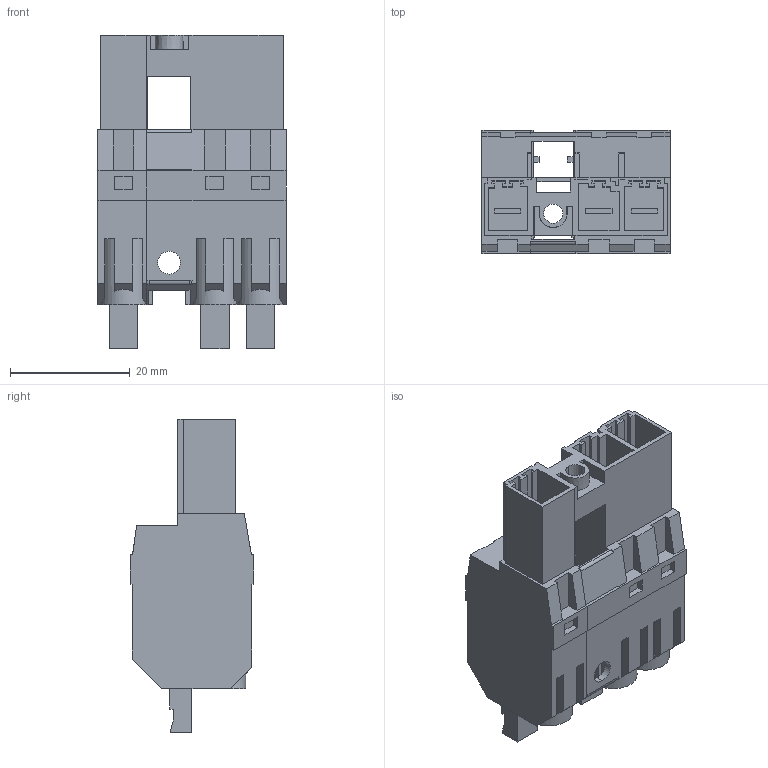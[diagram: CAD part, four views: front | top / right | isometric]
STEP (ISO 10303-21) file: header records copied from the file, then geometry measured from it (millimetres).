
FILE_DESCRIPTION(('CATIA V5 STEP Exchange','CAx-IF Rec.Pracs.--- Model Styling and Organization---1.4--- 2014-01-23'),'2;1');
FILE_NAME ('249195-1_0_2630420000_2630420000.stp','2023-05-02T11:53:16+00:00',('none'),('Weidmueller'),'CATIA Version 5-6 Release 2016 SP3 HF44','CATIA V5 STEP AP214','none');
FILE_SCHEMA(('AUTOMOTIVE_DESIGN { 1 0 10303 214 1 1 1 1 }'));
Length unit declared in the file: millimetre
Products named in the file (1): 2630420000
Bounding box: 31.38 x 20.6 x 52.4 mm (x, y, z)
Volume: 13621.7 mm3; surface area: 11178.5 mm2
Topology: 7 solids, 7 shells, 502 faces, 1433 edges, 960 vertices
Faces by surface type: plane 461, cylinder 40, cone 1
Entity records: 16031 total; most frequent: CARTESIAN_POINT 3005, ORIENTED_EDGE 2866, DIRECTION 2115, EDGE_CURVE 1433, VECTOR 1312, LINE 1312, VERTEX_POINT 960, EDGE_LOOP 529
